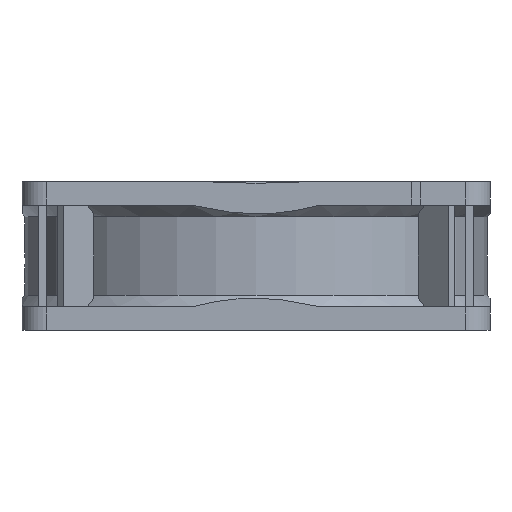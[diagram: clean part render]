
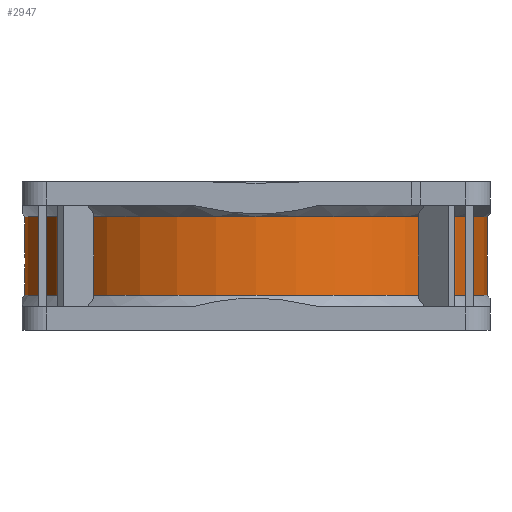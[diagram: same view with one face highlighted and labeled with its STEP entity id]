
A CAD part, left-side view. The second image highlights one B-rep face of the part: STEP entity #2947.
In plain terms, the highlighted cylindrical face has radius 39.5 mm (diameter 79 mm), a full revolution.
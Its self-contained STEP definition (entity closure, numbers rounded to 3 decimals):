
#241=LINE('',#5405,#484);
#242=LINE('',#5409,#485);
#243=LINE('',#5414,#486);
#244=LINE('',#5420,#487);
#484=VECTOR('',#3714,39.5);
#485=VECTOR('',#3717,1000.);
#486=VECTOR('',#3722,39.5);
#487=VECTOR('',#3727,1000.);
#716=FACE_OUTER_BOUND('',#862,.T.);
#862=EDGE_LOOP('',(#2304,#2305,#2306,#2307,#2308,#2309,#2310,#2311,#2312,
#2313,#2314,#2315,#2316,#2317,#2318,#2319));
#1005=CIRCLE('',#3122,39.5);
#1006=CIRCLE('',#3123,39.5);
#1029=CIRCLE('',#3147,39.5);
#1030=CIRCLE('',#3148,39.5);
#1082=CIRCLE('',#3211,39.5);
#1083=CIRCLE('',#3212,39.5);
#1084=CIRCLE('',#3213,119.995);
#1085=CIRCLE('',#3214,119.995);
#1086=CIRCLE('',#3215,39.5);
#1087=CIRCLE('',#3216,39.5);
#1262=VERTEX_POINT('',#5112);
#1263=VERTEX_POINT('',#5114);
#1307=VERTEX_POINT('',#5230);
#1308=VERTEX_POINT('',#5232);
#1377=VERTEX_POINT('',#5404);
#1378=VERTEX_POINT('',#5406);
#1379=VERTEX_POINT('',#5408);
#1380=VERTEX_POINT('',#5410);
#1381=VERTEX_POINT('',#5412);
#1382=VERTEX_POINT('',#5415);
#1383=VERTEX_POINT('',#5417);
#1384=VERTEX_POINT('',#5419);
#1607=EDGE_CURVE('',#1263,#1262,#1005,.T.);
#1608=EDGE_CURVE('',#1262,#1263,#1006,.T.);
#1653=EDGE_CURVE('',#1308,#1307,#1029,.T.);
#1654=EDGE_CURVE('',#1307,#1308,#1030,.T.);
#1733=EDGE_CURVE('',#1307,#1377,#241,.T.);
#1734=EDGE_CURVE('',#1377,#1378,#1082,.T.);
#1735=EDGE_CURVE('',#1378,#1379,#242,.T.);
#1736=EDGE_CURVE('',#1379,#1380,#1083,.T.);
#1737=EDGE_CURVE('',#1380,#1381,#1084,.T.);
#1738=EDGE_CURVE('',#1381,#1263,#243,.T.);
#1739=EDGE_CURVE('',#1381,#1382,#1085,.T.);
#1740=EDGE_CURVE('',#1382,#1383,#1086,.T.);
#1741=EDGE_CURVE('',#1383,#1384,#244,.T.);
#1742=EDGE_CURVE('',#1384,#1377,#1087,.T.);
#2304=ORIENTED_EDGE('',*,*,#1653,.T.);
#2305=ORIENTED_EDGE('',*,*,#1733,.T.);
#2306=ORIENTED_EDGE('',*,*,#1734,.T.);
#2307=ORIENTED_EDGE('',*,*,#1735,.T.);
#2308=ORIENTED_EDGE('',*,*,#1736,.T.);
#2309=ORIENTED_EDGE('',*,*,#1737,.T.);
#2310=ORIENTED_EDGE('',*,*,#1738,.T.);
#2311=ORIENTED_EDGE('',*,*,#1607,.T.);
#2312=ORIENTED_EDGE('',*,*,#1608,.T.);
#2313=ORIENTED_EDGE('',*,*,#1738,.F.);
#2314=ORIENTED_EDGE('',*,*,#1739,.T.);
#2315=ORIENTED_EDGE('',*,*,#1740,.T.);
#2316=ORIENTED_EDGE('',*,*,#1741,.T.);
#2317=ORIENTED_EDGE('',*,*,#1742,.T.);
#2318=ORIENTED_EDGE('',*,*,#1733,.F.);
#2319=ORIENTED_EDGE('',*,*,#1654,.T.);
#2876=CYLINDRICAL_SURFACE('',#3210,39.5);
#2947=ADVANCED_FACE('',(#716),#2876,.T.);
#3122=AXIS2_PLACEMENT_3D('',#5115,#3506,#3507);
#3123=AXIS2_PLACEMENT_3D('',#5116,#3508,#3509);
#3147=AXIS2_PLACEMENT_3D('',#5233,#3565,#3566);
#3148=AXIS2_PLACEMENT_3D('',#5234,#3567,#3568);
#3210=AXIS2_PLACEMENT_3D('',#5403,#3712,#3713);
#3211=AXIS2_PLACEMENT_3D('',#5407,#3715,#3716);
#3212=AXIS2_PLACEMENT_3D('',#5411,#3718,#3719);
#3213=AXIS2_PLACEMENT_3D('',#5413,#3720,#3721);
#3214=AXIS2_PLACEMENT_3D('',#5416,#3723,#3724);
#3215=AXIS2_PLACEMENT_3D('',#5418,#3725,#3726);
#3216=AXIS2_PLACEMENT_3D('',#5421,#3728,#3729);
#3506=DIRECTION('center_axis',(0.,0.,1.));
#3507=DIRECTION('ref_axis',(0.,-1.,0.));
#3508=DIRECTION('center_axis',(0.,0.,1.));
#3509=DIRECTION('ref_axis',(0.,-1.,0.));
#3565=DIRECTION('center_axis',(0.,0.,-1.));
#3566=DIRECTION('ref_axis',(0.,1.,0.));
#3567=DIRECTION('center_axis',(0.,0.,-1.));
#3568=DIRECTION('ref_axis',(0.,1.,0.));
#3712=DIRECTION('center_axis',(0.,0.,1.));
#3713=DIRECTION('ref_axis',(0.,-1.,0.));
#3714=DIRECTION('',(0.,0.,-1.));
#3715=DIRECTION('center_axis',(0.,0.,1.));
#3716=DIRECTION('ref_axis',(-1.,0.,0.));
#3717=DIRECTION('',(0.,0.,-1.));
#3718=DIRECTION('center_axis',(0.,0.,1.));
#3719=DIRECTION('ref_axis',(-1.,0.,0.));
#3720=DIRECTION('center_axis',(-0.819,0.,
-0.574));
#3721=DIRECTION('ref_axis',(0.,1.,0.));
#3722=DIRECTION('',(0.,0.,-1.));
#3723=DIRECTION('center_axis',(0.819,0.,-0.574));
#3724=DIRECTION('ref_axis',(0.015,1.,0.021));
#3725=DIRECTION('center_axis',(0.,0.,1.));
#3726=DIRECTION('ref_axis',(-1.,0.,0.));
#3727=DIRECTION('',(0.,0.,1.));
#3728=DIRECTION('center_axis',(0.,0.,1.));
#3729=DIRECTION('ref_axis',(-1.,0.,0.));
#5112=CARTESIAN_POINT('',(0.,-39.5,6.));
#5114=CARTESIAN_POINT('',(0.,39.5,6.));
#5115=CARTESIAN_POINT('Origin',(0.,0.,6.));
#5116=CARTESIAN_POINT('Origin',(0.,0.,6.));
#5230=CARTESIAN_POINT('',(0.,39.5,19.4));
#5232=CARTESIAN_POINT('',(0.,-39.5,19.4));
#5233=CARTESIAN_POINT('Origin',(0.,0.,19.4));
#5234=CARTESIAN_POINT('Origin',(0.,0.,19.4));
#5403=CARTESIAN_POINT('Origin',(0.,0.,25.4));
#5404=CARTESIAN_POINT('',(0.,39.5,15.));
#5405=CARTESIAN_POINT('',(0.,39.5,25.4));
#5406=CARTESIAN_POINT('',(-0.882,39.49,15.));
#5407=CARTESIAN_POINT('Origin',(0.,0.,15.));
#5408=CARTESIAN_POINT('',(-0.882,39.49,12.5));
#5409=CARTESIAN_POINT('',(-0.882,39.49,25.4));
#5410=CARTESIAN_POINT('',(-1.751,39.461,12.5));
#5411=CARTESIAN_POINT('Origin',(0.,0.,12.5));
#5412=CARTESIAN_POINT('',(0.,39.5,10.));
#5413=CARTESIAN_POINT('Origin',(0.,-80.495,
10.));
#5414=CARTESIAN_POINT('',(0.,39.5,25.4));
#5415=CARTESIAN_POINT('',(1.751,39.461,12.5));
#5416=CARTESIAN_POINT('Origin',(0.,-80.495,
10.));
#5417=CARTESIAN_POINT('',(0.882,39.49,12.5));
#5418=CARTESIAN_POINT('Origin',(0.,0.,12.5));
#5419=CARTESIAN_POINT('',(0.882,39.49,15.));
#5420=CARTESIAN_POINT('',(0.882,39.49,25.4));
#5421=CARTESIAN_POINT('Origin',(0.,0.,15.));
